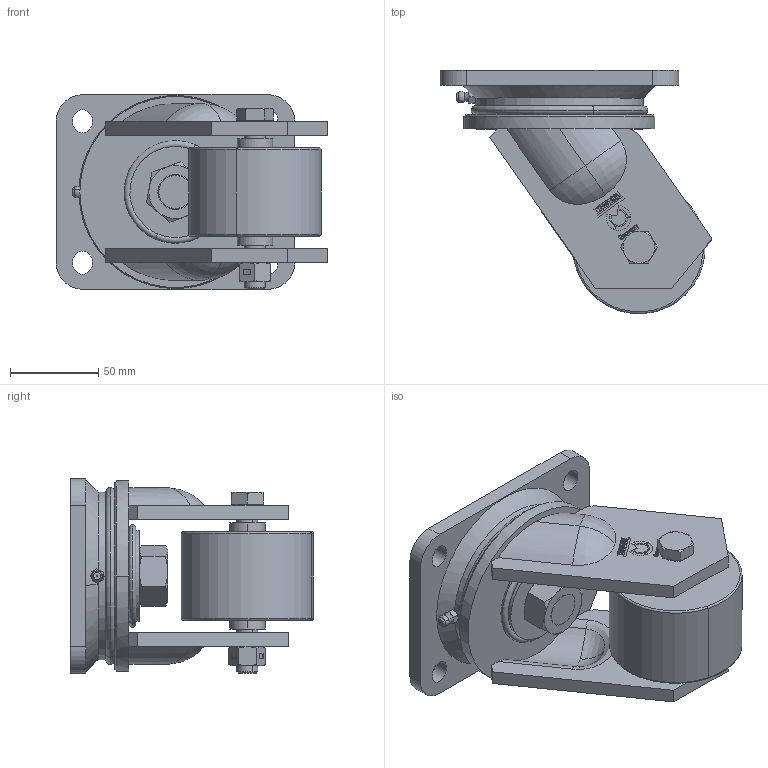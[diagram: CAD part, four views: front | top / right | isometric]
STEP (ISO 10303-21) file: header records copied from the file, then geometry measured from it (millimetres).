
FILE_DESCRIPTION (( 'STEP AP214' ), '1' );
FILE_NAME ('0019267_L-HB-STS-075-K-3.STEP', '2015-08-07T11:05:57', ( '' ), ( '' ), 'SwSTEP 2.0', 'SolidWorks 2014', '' );
FILE_SCHEMA (( 'AUTOMOTIVE_DESIGN' ));
Length unit declared in the file: millimetre
Products named in the file (2): 0019267_L-HB-STS-075-K-3
Bounding box: 153.81 x 137.4 x 110 mm (x, y, z)
Volume: 657481.2 mm3; surface area: 164011.9 mm2
Topology: 24 solids, 24 shells, 881 faces, 2190 edges, 1411 vertices
Faces by surface type: plane 399, bspline 208, cylinder 147, torus 70, cone 55, sphere 2
Entity records: 41669 total; most frequent: CARTESIAN_POINT 11893, ORIENTED_EDGE 4370, DIRECTION 3501, EDGE_CURVE 2185, VERTEX_POINT 1410, LINE 1203, VECTOR 1203, AXIS2_PLACEMENT_3D 1149
